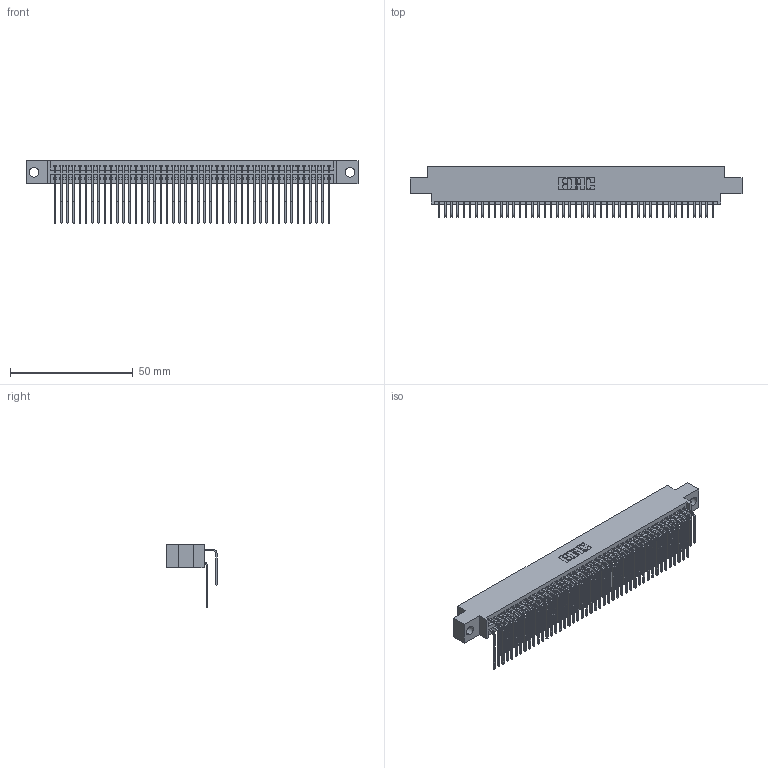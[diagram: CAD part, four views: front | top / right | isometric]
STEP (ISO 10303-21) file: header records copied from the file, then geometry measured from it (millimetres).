
FILE_DESCRIPTION (( 'STEP AP203' ), '1' );
FILE_NAME ('395-090-559-804.STEP', '2021-06-17T10:27:31', ( '' ), ( '' ), 'SwSTEP 2.0', 'SolidWorks 2020', '' );
FILE_SCHEMA (( 'CONFIG_CONTROL_DESIGN' ));
Length unit declared in the file: inch
Products named in the file (4): 345-292-001_559 Tail - 2; 345-292-001_558 559 Tail - 1; 345 Part_0.170 Offset - 0.156 Dia-TI; 395-090-559-804
Assembly tree (91 placements, depth 2):
  395-090-559-804
    345 Part_0.170 Offset - 0.156 Dia-TI
    345-292-001_558 559 Tail - 1  x45
    345-292-001_559 Tail - 2  x45
Bounding box: 135.51 x 20.56 x 25.53 mm (x, y, z)
Volume: 13491.2 mm3; surface area: 22436.8 mm2
Topology: 91 solids, 91 shells, 4824 faces, 14339 edges, 9438 vertices
Faces by surface type: plane 3248, cylinder 1576
Entity records: 37107 total; most frequent: CARTESIAN_POINT 6269, ORIENTED_EDGE 6150, DIRECTION 5495, EDGE_CURVE 3075, VECTOR 2723, LINE 2723, VERTEX_POINT 2046, AXIS2_PLACEMENT_3D 1386
